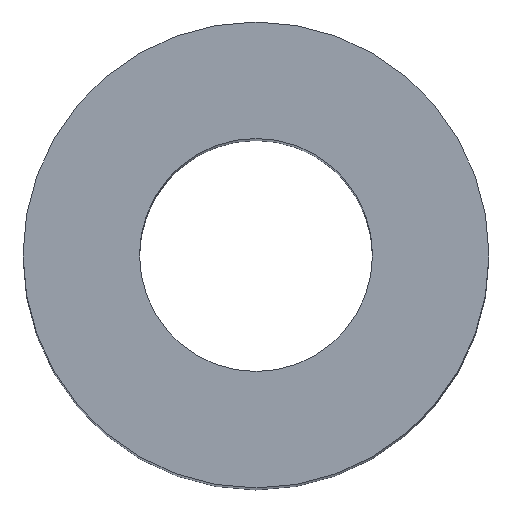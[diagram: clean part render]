
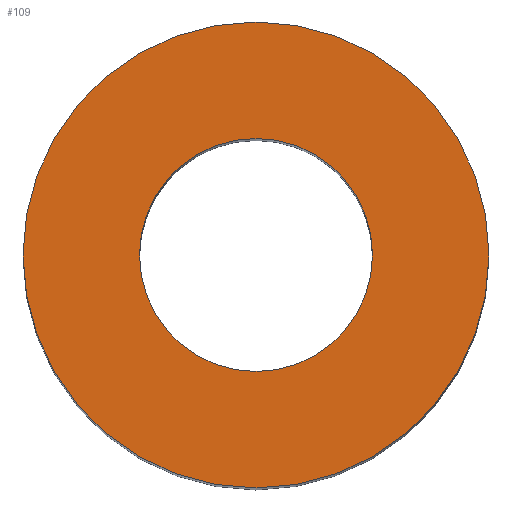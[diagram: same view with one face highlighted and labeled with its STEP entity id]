
A CAD part, top view. The second image highlights one B-rep face of the part: STEP entity #109.
In plain terms, the highlighted planar face has unit normal (0, 0, 1).
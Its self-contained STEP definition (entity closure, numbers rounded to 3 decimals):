
#1 = ORIENTED_EDGE ( 'NONE', *, *, #160, .T. ) ;
#2 = VERTEX_POINT ( 'NONE', #138 ) ;
#9 = EDGE_LOOP ( 'NONE', ( #45, #1 ) ) ;
#16 = ORIENTED_EDGE ( 'NONE', *, *, #229, .F. ) ;
#29 = ORIENTED_EDGE ( 'NONE', *, *, #156, .F. ) ;
#35 = EDGE_LOOP ( 'NONE', ( #16, #29 ) ) ;
#36 = CIRCLE ( 'NONE', #212, 4. ) ;
#40 = VERTEX_POINT ( 'NONE', #117 ) ;
#45 = ORIENTED_EDGE ( 'NONE', *, *, #244, .T. ) ;
#51 = VERTEX_POINT ( 'NONE', #122 ) ;
#58 = CIRCLE ( 'NONE', #216, 4. ) ;
#70 = FACE_OUTER_BOUND ( 'NONE', #9, .T. ) ;
#87 = FACE_BOUND ( 'NONE', #35, .T. ) ;
#90 = CIRCLE ( 'NONE', #219, 2. ) ;
#91 = VERTEX_POINT ( 'NONE', #136 ) ;
#95 = CIRCLE ( 'NONE', #209, 2. ) ;
#109 = ADVANCED_FACE ( 'NONE', ( #70, #87 ), #137, .T. ) ;
#112 = CARTESIAN_POINT ( 'NONE',  ( 0., 0., 20. ) ) ;
#114 = CARTESIAN_POINT ( 'NONE',  ( 0., 0., 20. ) ) ;
#117 = CARTESIAN_POINT ( 'NONE',  ( -4., 0., 20. ) ) ;
#119 = DIRECTION ( 'NONE',  ( 1., 0., 0. ) ) ;
#122 = CARTESIAN_POINT ( 'NONE',  ( 2., 0., 20. ) ) ;
#125 = DIRECTION ( 'NONE',  ( 1., 0., 0. ) ) ;
#134 = DIRECTION ( 'NONE',  ( 0., 0., 1. ) ) ;
#136 = CARTESIAN_POINT ( 'NONE',  ( 4., 0., 20. ) ) ;
#137 = PLANE ( 'NONE',  #234 ) ;
#138 = CARTESIAN_POINT ( 'NONE',  ( -2., 0., 20. ) ) ;
#144 = DIRECTION ( 'NONE',  ( 0., 0., 1. ) ) ;
#148 = CARTESIAN_POINT ( 'NONE',  ( 0., 0., 20. ) ) ;
#153 = DIRECTION ( 'NONE',  ( 1., 0., 0. ) ) ;
#154 = DIRECTION ( 'NONE',  ( 0., 0., 1. ) ) ;
#156 = EDGE_CURVE ( 'NONE', #51, #2, #95, .T. ) ;
#160 = EDGE_CURVE ( 'NONE', #91, #40, #36, .T. ) ;
#171 = DIRECTION ( 'NONE',  ( 0., 0., 1. ) ) ;
#172 = CARTESIAN_POINT ( 'NONE',  ( 0., 0., 20. ) ) ;
#186 = DIRECTION ( 'NONE',  ( 1., 0., 0. ) ) ;
#192 = DIRECTION ( 'NONE',  ( 0., 0., 1. ) ) ;
#194 = DIRECTION ( 'NONE',  ( 1., 0., 0. ) ) ;
#204 = CARTESIAN_POINT ( 'NONE',  ( 0., 0., 20. ) ) ;
#209 = AXIS2_PLACEMENT_3D ( 'NONE', #148, #144, #153 ) ;
#212 = AXIS2_PLACEMENT_3D ( 'NONE', #114, #134, #119 ) ;
#216 = AXIS2_PLACEMENT_3D ( 'NONE', #204, #192, #194 ) ;
#219 = AXIS2_PLACEMENT_3D ( 'NONE', #172, #171, #186 ) ;
#229 = EDGE_CURVE ( 'NONE', #2, #51, #90, .T. ) ;
#234 = AXIS2_PLACEMENT_3D ( 'NONE', #112, #154, #125 ) ;
#244 = EDGE_CURVE ( 'NONE', #40, #91, #58, .T. ) ;
